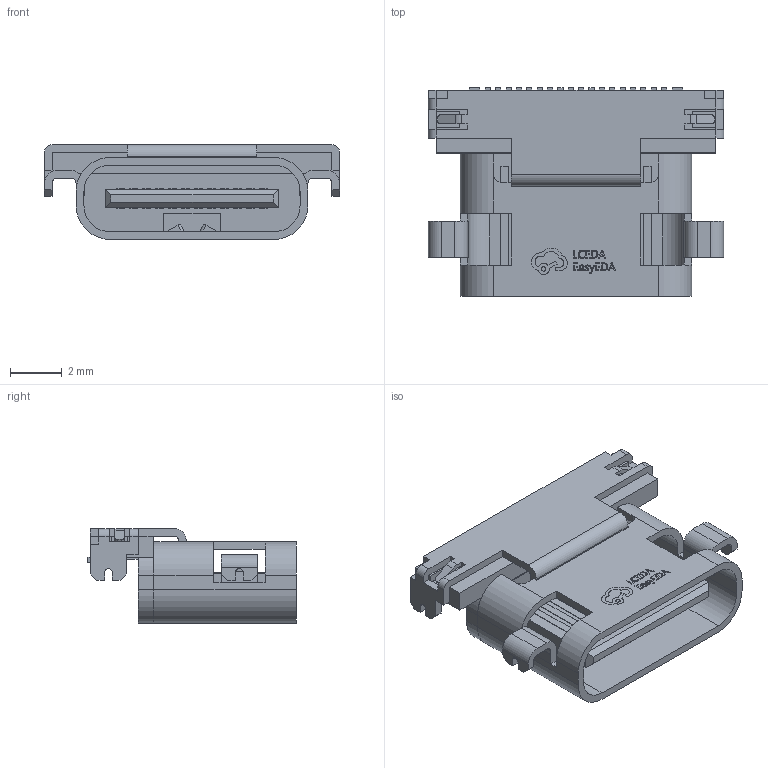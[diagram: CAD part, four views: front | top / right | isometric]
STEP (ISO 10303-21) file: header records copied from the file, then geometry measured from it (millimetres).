
FILE_DESCRIPTION (( 'STEP AP214' ), '1' );
FILE_NAME ('USB-C-SMD_TYPE-C-USB3.1-01.step', '2022-07-15T09:26:35', ( '' ), ( '' ), 'SwSTEP 2.0', 'SolidWorks 2020', '' );
FILE_SCHEMA (( 'AUTOMOTIVE_DESIGN' ));
Length unit declared in the file: millimetre
Products named in the file (1): USB-C-SMD_TYPE-C-USB3.1-01
Bounding box: 11.4 x 8.05 x 3.66 mm (x, y, z)
Volume: 98.7 mm3; surface area: 529.7 mm2
Topology: 15 solids, 15 shells, 802 faces, 2227 edges, 1464 vertices
Faces by surface type: plane 614, bspline 112, cylinder 76
Entity records: 35280 total; most frequent: CARTESIAN_POINT 6622, ORIENTED_EDGE 4454, DIRECTION 3509, EDGE_CURVE 2227, LINE 1855, VECTOR 1855, VERTEX_POINT 1464, EDGE_LOOP 833
